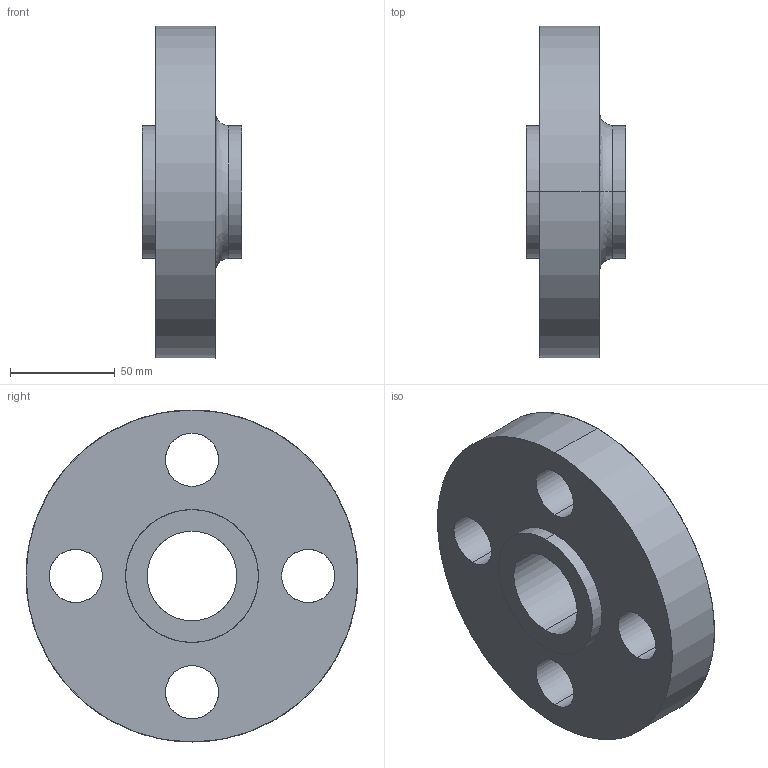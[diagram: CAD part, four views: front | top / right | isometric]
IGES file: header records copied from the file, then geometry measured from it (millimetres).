
Start section: SolidWorks IGES file using analytic representation for surfaces
Global section: file name: 1-1_4_1500_B165_RF_SOF.IGS; native system: SolidWorks 2023; preprocessor: SolidWorks 2023; author: Ken_Snader; date: 240111.211809; units: inch
Bounding box: 47.62 x 158.75 x 158.75 mm (x, y, z)
Surface area: 65706.4 mm2 (no closed solid volume)
Topology: 0 solids, 0 shells, 22 faces, 808 edges, 808 vertices
Faces by surface type: revolution 16, bspline 6
